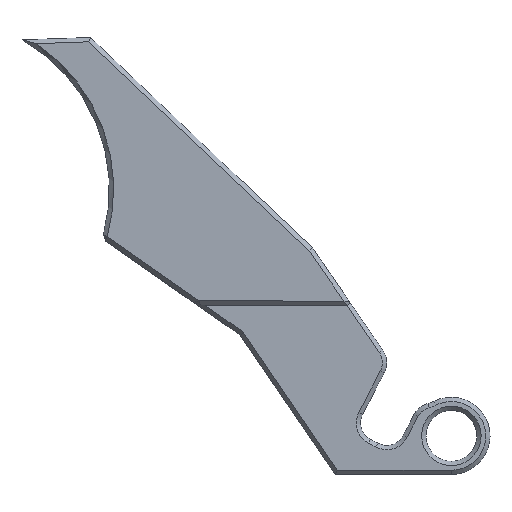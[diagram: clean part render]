
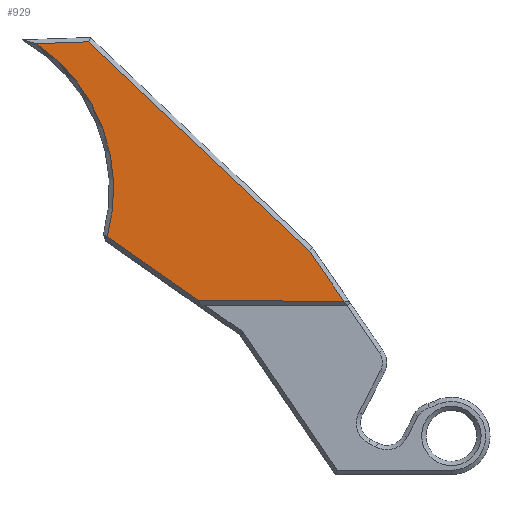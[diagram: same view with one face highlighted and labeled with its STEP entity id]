
A CAD part, top view. The second image highlights one B-rep face of the part: STEP entity #929.
In plain terms, the highlighted planar face has unit normal (0, 0, 1).
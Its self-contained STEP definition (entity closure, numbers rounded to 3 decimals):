
#64=PLANE('',#1018);
#115=FACE_OUTER_BOUND('',#172,.T.);
#172=EDGE_LOOP('',(#798,#799,#800,#801,#802,#803));
#199=LINE('',#1348,#296);
#210=LINE('',#1380,#307);
#244=LINE('',#1488,#341);
#246=LINE('',#1491,#343);
#250=LINE('',#1497,#347);
#296=VECTOR('',#1075,10.);
#307=VECTOR('',#1094,10.);
#341=VECTOR('',#1170,10.);
#343=VECTOR('',#1174,10.);
#347=VECTOR('',#1182,10.);
#397=CIRCLE('',#1000,20.5);
#426=VERTEX_POINT('',#1346);
#427=VERTEX_POINT('',#1347);
#431=VERTEX_POINT('',#1359);
#437=VERTEX_POINT('',#1379);
#440=VERTEX_POINT('',#1386);
#443=VERTEX_POINT('',#1393);
#506=EDGE_CURVE('',#426,#427,#199,.T.);
#519=EDGE_CURVE('',#427,#437,#210,.T.);
#559=EDGE_CURVE('',#437,#443,#244,.T.);
#561=EDGE_CURVE('',#443,#440,#246,.T.);
#565=EDGE_CURVE('',#440,#431,#250,.T.);
#568=EDGE_CURVE('',#431,#426,#397,.T.);
#798=ORIENTED_EDGE('',*,*,#506,.F.);
#799=ORIENTED_EDGE('',*,*,#568,.F.);
#800=ORIENTED_EDGE('',*,*,#565,.F.);
#801=ORIENTED_EDGE('',*,*,#561,.F.);
#802=ORIENTED_EDGE('',*,*,#559,.F.);
#803=ORIENTED_EDGE('',*,*,#519,.F.);
#929=ADVANCED_FACE('',(#115),#64,.T.);
#1000=AXIS2_PLACEMENT_3D('',#1501,#1188,#1189);
#1018=AXIS2_PLACEMENT_3D('',#1584,#1240,#1241);
#1075=DIRECTION('',(0.999,0.035,0.));
#1094=DIRECTION('',(0.726,-0.688,0.));
#1170=DIRECTION('',(0.567,-0.824,0.));
#1174=DIRECTION('',(-1.,0.005,0.));
#1182=DIRECTION('',(-0.819,0.574,0.));
#1188=DIRECTION('center_axis',(0.,0.,1.));
#1189=DIRECTION('ref_axis',(0.958,-0.287,0.));
#1240=DIRECTION('center_axis',(0.,0.,1.));
#1241=DIRECTION('ref_axis',(-1.,0.,0.));
#1346=CARTESIAN_POINT('',(-31.346,85.272,110.565));
#1347=CARTESIAN_POINT('',(-25.211,85.486,110.565));
#1348=CARTESIAN_POINT('',(-19.648,85.68,110.565));
#1359=CARTESIAN_POINT('',(-23.07,62.738,110.565));
#1379=CARTESIAN_POINT('',(0.471,61.149,110.565));
#1380=CARTESIAN_POINT('',(-5.554,66.858,110.565));
#1386=CARTESIAN_POINT('',(-12.431,55.289,110.565));
#1393=CARTESIAN_POINT('',(4.557,55.211,110.565));
#1488=CARTESIAN_POINT('',(0.145,61.623,110.565));
#1491=CARTESIAN_POINT('',(-13.204,55.292,110.565));
#1497=CARTESIAN_POINT('',(-21.878,61.904,110.565));
#1501=CARTESIAN_POINT('Origin',(-42.808,68.275,110.565));
#1584=CARTESIAN_POINT('Origin',(-13.752,70.349,110.565));
